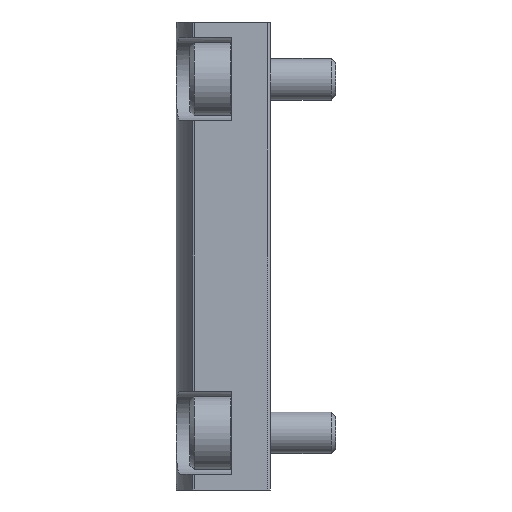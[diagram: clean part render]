
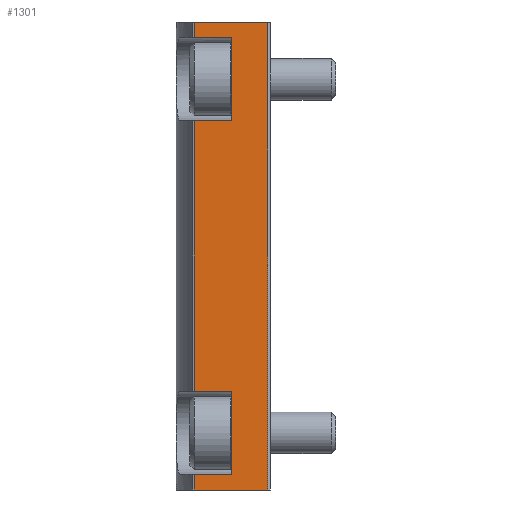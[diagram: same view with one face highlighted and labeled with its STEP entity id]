
A CAD part, left-side view. The second image highlights one B-rep face of the part: STEP entity #1301.
In plain terms, the highlighted planar face has unit normal (-1, 0, 0).
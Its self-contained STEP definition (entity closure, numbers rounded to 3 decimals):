
#130=PLANE('',#1410);
#214=ORIENTED_EDGE('',*,*,#592,.F.);
#215=ORIENTED_EDGE('',*,*,#593,.T.);
#216=ORIENTED_EDGE('',*,*,#584,.T.);
#217=ORIENTED_EDGE('',*,*,#594,.T.);
#218=ORIENTED_EDGE('',*,*,#595,.F.);
#219=ORIENTED_EDGE('',*,*,#596,.F.);
#220=ORIENTED_EDGE('',*,*,#597,.T.);
#221=ORIENTED_EDGE('',*,*,#598,.F.);
#222=ORIENTED_EDGE('',*,*,#599,.F.);
#223=ORIENTED_EDGE('',*,*,#600,.T.);
#224=ORIENTED_EDGE('',*,*,#590,.T.);
#225=ORIENTED_EDGE('',*,*,#601,.F.);
#584=EDGE_CURVE('',#771,#772,#892,.T.);
#590=EDGE_CURVE('',#778,#777,#895,.T.);
#592=EDGE_CURVE('',#779,#780,#896,.T.);
#593=EDGE_CURVE('',#779,#771,#897,.T.);
#594=EDGE_CURVE('',#772,#781,#898,.T.);
#595=EDGE_CURVE('',#782,#781,#899,.T.);
#596=EDGE_CURVE('',#783,#782,#900,.T.);
#597=EDGE_CURVE('',#783,#784,#901,.T.);
#598=EDGE_CURVE('',#785,#784,#902,.T.);
#599=EDGE_CURVE('',#786,#785,#903,.T.);
#600=EDGE_CURVE('',#786,#778,#904,.T.);
#601=EDGE_CURVE('',#780,#777,#905,.T.);
#771=VERTEX_POINT('',#2031);
#772=VERTEX_POINT('',#2032);
#777=VERTEX_POINT('',#2043);
#778=VERTEX_POINT('',#2045);
#779=VERTEX_POINT('',#2049);
#780=VERTEX_POINT('',#2050);
#781=VERTEX_POINT('',#2053);
#782=VERTEX_POINT('',#2055);
#783=VERTEX_POINT('',#2057);
#784=VERTEX_POINT('',#2059);
#785=VERTEX_POINT('',#2061);
#786=VERTEX_POINT('',#2063);
#892=LINE('',#2030,#997);
#895=LINE('',#2044,#1000);
#896=LINE('',#2048,#1001);
#897=LINE('',#2051,#1002);
#898=LINE('',#2052,#1003);
#899=LINE('',#2054,#1004);
#900=LINE('',#2056,#1005);
#901=LINE('',#2058,#1006);
#902=LINE('',#2060,#1007);
#903=LINE('',#2062,#1008);
#904=LINE('',#2064,#1009);
#905=LINE('',#2065,#1010);
#997=VECTOR('',#1581,1000.);
#1000=VECTOR('',#1592,1000.);
#1001=VECTOR('',#1597,1000.);
#1002=VECTOR('',#1598,1000.);
#1003=VECTOR('',#1599,1000.);
#1004=VECTOR('',#1600,1000.);
#1005=VECTOR('',#1601,1000.);
#1006=VECTOR('',#1602,1000.);
#1007=VECTOR('',#1603,1000.);
#1008=VECTOR('',#1604,1000.);
#1009=VECTOR('',#1605,1000.);
#1010=VECTOR('',#1606,1000.);
#1098=EDGE_LOOP('',(#214,#215,#216,#217,#218,#219,#220,#221,#222,#223,#224,
#225));
#1185=FACE_BOUND('',#1098,.T.);
#1301=ADVANCED_FACE('',(#1185),#130,.F.);
#1410=AXIS2_PLACEMENT_3D('',#2047,#1595,#1596);
#1581=DIRECTION('',(0.,0.,-1.));
#1592=DIRECTION('',(0.,0.,-1.));
#1595=DIRECTION('',(1.,0.,0.));
#1596=DIRECTION('',(0.,0.,-1.));
#1597=DIRECTION('',(0.,0.,1.));
#1598=DIRECTION('',(0.,1.,0.));
#1599=DIRECTION('',(0.,-1.,0.));
#1600=DIRECTION('',(0.,0.,-1.));
#1601=DIRECTION('',(0.,-1.,0.));
#1602=DIRECTION('',(0.,0.,-1.));
#1603=DIRECTION('',(0.,1.,0.));
#1604=DIRECTION('',(0.,0.,1.));
#1605=DIRECTION('',(0.,1.,0.));
#1606=DIRECTION('',(0.,1.,0.));
#2030=CARTESIAN_POINT('',(0.,7.303,22.5));
#2031=CARTESIAN_POINT('',(0.,7.303,-21.));
#2032=CARTESIAN_POINT('',(0.,7.303,-22.5));
#2043=CARTESIAN_POINT('',(0.,7.303,-13.));
#2044=CARTESIAN_POINT('',(0.,7.303,22.5));
#2045=CARTESIAN_POINT('',(0.,7.303,13.));
#2047=CARTESIAN_POINT('',(0.,7.303,22.5));
#2048=CARTESIAN_POINT('',(0.,3.7,-21.));
#2049=CARTESIAN_POINT('',(0.,3.7,-21.));
#2050=CARTESIAN_POINT('',(0.,3.7,-13.));
#2051=CARTESIAN_POINT('',(0.,3.7,-21.));
#2052=CARTESIAN_POINT('',(0.,7.303,-22.5));
#2053=CARTESIAN_POINT('',(0.,0.2,-22.5));
#2054=CARTESIAN_POINT('',(0.,0.2,22.5));
#2055=CARTESIAN_POINT('',(0.,0.2,22.5));
#2056=CARTESIAN_POINT('',(0.,7.303,22.5));
#2057=CARTESIAN_POINT('',(0.,7.303,22.5));
#2058=CARTESIAN_POINT('',(0.,7.303,22.5));
#2059=CARTESIAN_POINT('',(0.,7.303,21.));
#2060=CARTESIAN_POINT('',(0.,3.7,21.));
#2061=CARTESIAN_POINT('',(0.,3.7,21.));
#2062=CARTESIAN_POINT('',(0.,3.7,13.));
#2063=CARTESIAN_POINT('',(0.,3.7,13.));
#2064=CARTESIAN_POINT('',(0.,3.7,13.));
#2065=CARTESIAN_POINT('',(0.,3.7,-13.));
